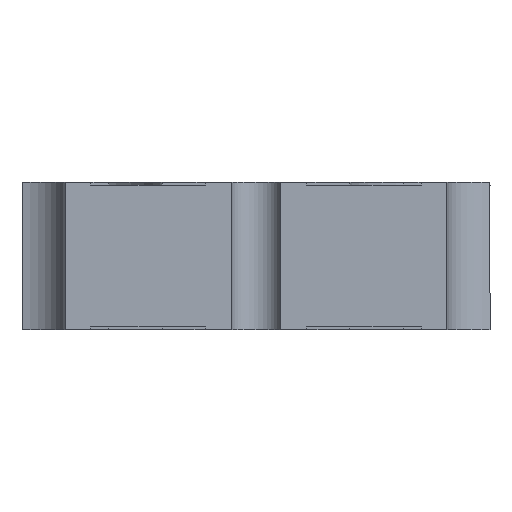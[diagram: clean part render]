
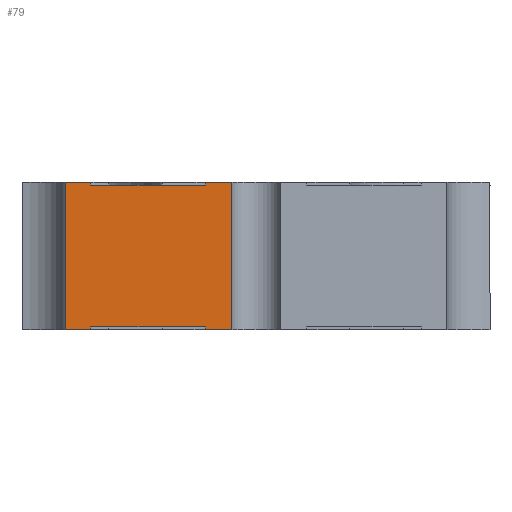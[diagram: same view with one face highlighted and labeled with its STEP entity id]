
A CAD part, left-side view. The second image highlights one B-rep face of the part: STEP entity #79.
In plain terms, the highlighted planar face has unit normal (-1, 0, 0).
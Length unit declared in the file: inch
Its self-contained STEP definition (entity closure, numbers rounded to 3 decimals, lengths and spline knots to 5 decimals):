
#79 = ADVANCED_FACE ( 'NONE', ( #8027 ), #10890, .F. ) ;
#176 = DIRECTION ( 'NONE',  ( 0., 0., 1. ) ) ;
#499 = EDGE_CURVE ( 'NONE', #1441, #6526, #10874, .T. ) ;
#556 = CARTESIAN_POINT ( 'NONE',  ( -0.28, 0.18, 0.11 ) ) ;
#594 = CARTESIAN_POINT ( 'NONE',  ( -0.28, 0.01833, 0. ) ) ;
#709 = CARTESIAN_POINT ( 'NONE',  ( -0.28, 0.038, 0.108 ) ) ;
#802 = ORIENTED_EDGE ( 'NONE', *, *, #6299, .F. ) ;
#913 = EDGE_CURVE ( 'NONE', #3400, #7620, #8249, .T. ) ;
#1208 = LINE ( 'NONE', #8692, #7571 ) ;
#1324 = VECTOR ( 'NONE', #2009, 39.37008 ) ;
#1441 = VERTEX_POINT ( 'NONE', #7477 ) ;
#1639 = EDGE_CURVE ( 'NONE', #2309, #5699, #7729, .T. ) ;
#1810 = VERTEX_POINT ( 'NONE', #7338 ) ;
#1813 = CARTESIAN_POINT ( 'NONE',  ( -0.28, 0.14283, 0. ) ) ;
#2009 = DIRECTION ( 'NONE',  ( 0., 1., 0. ) ) ;
#2103 = DIRECTION ( 'NONE',  ( 0., 0., -1. ) ) ;
#2183 = EDGE_CURVE ( 'NONE', #6526, #10542, #7380, .T. ) ;
#2189 = VECTOR ( 'NONE', #3482, 39.37008 ) ;
#2269 = CARTESIAN_POINT ( 'NONE',  ( -0.28, 0., 0.108 ) ) ;
#2309 = VERTEX_POINT ( 'NONE', #6624 ) ;
#2624 = AXIS2_PLACEMENT_3D ( 'NONE', #11645, #4281, #2103 ) ;
#2700 = LINE ( 'NONE', #4690, #1324 ) ;
#3111 = DIRECTION ( 'NONE',  ( 0., 0., -1. ) ) ;
#3141 = DIRECTION ( 'NONE',  ( 0., 0., -1. ) ) ;
#3214 = ORIENTED_EDGE ( 'NONE', *, *, #4639, .T. ) ;
#3314 = ORIENTED_EDGE ( 'NONE', *, *, #6620, .T. ) ;
#3400 = VERTEX_POINT ( 'NONE', #9714 ) ;
#3482 = DIRECTION ( 'NONE',  ( 0., 0., -1. ) ) ;
#4044 = EDGE_CURVE ( 'NONE', #1810, #7348, #1208, .T. ) ;
#4281 = DIRECTION ( 'NONE',  ( 1., 0., 0. ) ) ;
#4416 = VECTOR ( 'NONE', #176, 39.37008 ) ;
#4421 = DIRECTION ( 'NONE',  ( 0., 1., 0. ) ) ;
#4639 = EDGE_CURVE ( 'NONE', #2309, #7620, #6290, .T. ) ;
#4690 = CARTESIAN_POINT ( 'NONE',  ( -0.28, 0., 0.002 ) ) ;
#4822 = VERTEX_POINT ( 'NONE', #10146 ) ;
#4849 = ORIENTED_EDGE ( 'NONE', *, *, #5130, .T. ) ;
#4912 = VECTOR ( 'NONE', #6205, 39.37008 ) ;
#5041 = CARTESIAN_POINT ( 'NONE',  ( -0.28, 0.01833, 0.002 ) ) ;
#5130 = EDGE_CURVE ( 'NONE', #8551, #4822, #10807, .T. ) ;
#5193 = DIRECTION ( 'NONE',  ( 0., 0., 1. ) ) ;
#5282 = ORIENTED_EDGE ( 'NONE', *, *, #1639, .F. ) ;
#5385 = DIRECTION ( 'NONE',  ( 0., 1., 0. ) ) ;
#5392 = VECTOR ( 'NONE', #4421, 39.37008 ) ;
#5503 = DIRECTION ( 'NONE',  ( 0., -1., 0. ) ) ;
#5699 = VERTEX_POINT ( 'NONE', #8606 ) ;
#6205 = DIRECTION ( 'NONE',  ( 0., -1., 0. ) ) ;
#6206 = LINE ( 'NONE', #2269, #8732 ) ;
#6210 = ORIENTED_EDGE ( 'NONE', *, *, #913, .F. ) ;
#6220 = EDGE_CURVE ( 'NONE', #4822, #5699, #10994, .T. ) ;
#6290 = LINE ( 'NONE', #556, #5392 ) ;
#6293 = CARTESIAN_POINT ( 'NONE',  ( -0.28, 0.14283, 0.002 ) ) ;
#6299 = EDGE_CURVE ( 'NONE', #8551, #1810, #2700, .T. ) ;
#6491 = ORIENTED_EDGE ( 'NONE', *, *, #4044, .F. ) ;
#6492 = ORIENTED_EDGE ( 'NONE', *, *, #6220, .T. ) ;
#6498 = LINE ( 'NONE', #10126, #7113 ) ;
#6526 = VERTEX_POINT ( 'NONE', #7945 ) ;
#6620 = EDGE_CURVE ( 'NONE', #12172, #7348, #6498, .T. ) ;
#6624 = CARTESIAN_POINT ( 'NONE',  ( -0.28, 0.01833, 0.11 ) ) ;
#6796 = VECTOR ( 'NONE', #3111, 39.37008 ) ;
#7113 = VECTOR ( 'NONE', #5503, 39.37008 ) ;
#7155 = ORIENTED_EDGE ( 'NONE', *, *, #8375, .T. ) ;
#7338 = CARTESIAN_POINT ( 'NONE',  ( -0.28, 0.1235, 0.002 ) ) ;
#7348 = VERTEX_POINT ( 'NONE', #10391 ) ;
#7380 = LINE ( 'NONE', #9189, #8158 ) ;
#7477 = CARTESIAN_POINT ( 'NONE',  ( -0.28, 0.1235, 0.108 ) ) ;
#7571 = VECTOR ( 'NONE', #3141, 39.37008 ) ;
#7620 = VERTEX_POINT ( 'NONE', #10430 ) ;
#7729 = LINE ( 'NONE', #5041, #6796 ) ;
#7765 = DIRECTION ( 'NONE',  ( 0., 0., -1. ) ) ;
#7786 = VECTOR ( 'NONE', #7765, 39.37008 ) ;
#7845 = ORIENTED_EDGE ( 'NONE', *, *, #2183, .T. ) ;
#7945 = CARTESIAN_POINT ( 'NONE',  ( -0.28, 0.1235, 0.11 ) ) ;
#8006 = CARTESIAN_POINT ( 'NONE',  ( -0.28, 0.038, 0.002 ) ) ;
#8027 = FACE_OUTER_BOUND ( 'NONE', #11628, .T. ) ;
#8158 = VECTOR ( 'NONE', #5385, 39.37008 ) ;
#8249 = LINE ( 'NONE', #709, #8876 ) ;
#8375 = EDGE_CURVE ( 'NONE', #10542, #12172, #9162, .T. ) ;
#8551 = VERTEX_POINT ( 'NONE', #10070 ) ;
#8606 = CARTESIAN_POINT ( 'NONE',  ( -0.28, 0.01833, 0. ) ) ;
#8692 = CARTESIAN_POINT ( 'NONE',  ( -0.28, 0.1235, 0.002 ) ) ;
#8732 = VECTOR ( 'NONE', #10009, 39.37008 ) ;
#8876 = VECTOR ( 'NONE', #5193, 39.37008 ) ;
#9039 = ORIENTED_EDGE ( 'NONE', *, *, #499, .T. ) ;
#9162 = LINE ( 'NONE', #6293, #2189 ) ;
#9189 = CARTESIAN_POINT ( 'NONE',  ( -0.28, 0.18, 0.11 ) ) ;
#9714 = CARTESIAN_POINT ( 'NONE',  ( -0.28, 0.038, 0.108 ) ) ;
#10009 = DIRECTION ( 'NONE',  ( 0., 1., 0. ) ) ;
#10070 = CARTESIAN_POINT ( 'NONE',  ( -0.28, 0.038, 0.002 ) ) ;
#10126 = CARTESIAN_POINT ( 'NONE',  ( -0.28, 0.01833, 0. ) ) ;
#10146 = CARTESIAN_POINT ( 'NONE',  ( -0.28, 0.038, 0. ) ) ;
#10391 = CARTESIAN_POINT ( 'NONE',  ( -0.28, 0.1235, 0. ) ) ;
#10430 = CARTESIAN_POINT ( 'NONE',  ( -0.28, 0.038, 0.11 ) ) ;
#10487 = ORIENTED_EDGE ( 'NONE', *, *, #10545, .T. ) ;
#10542 = VERTEX_POINT ( 'NONE', #10810 ) ;
#10545 = EDGE_CURVE ( 'NONE', #3400, #1441, #6206, .T. ) ;
#10807 = LINE ( 'NONE', #8006, #7786 ) ;
#10810 = CARTESIAN_POINT ( 'NONE',  ( -0.28, 0.14283, 0.11 ) ) ;
#10816 = CARTESIAN_POINT ( 'NONE',  ( -0.28, 0.1235, 0.108 ) ) ;
#10874 = LINE ( 'NONE', #10816, #4416 ) ;
#10890 = PLANE ( 'NONE',  #2624 ) ;
#10994 = LINE ( 'NONE', #594, #4912 ) ;
#11628 = EDGE_LOOP ( 'NONE', ( #4849, #6492, #5282, #3214, #6210, #10487, #9039, #7845, #7155, #3314, #6491, #802 ) ) ;
#11645 = CARTESIAN_POINT ( 'NONE',  ( -0.28, 0.01833, 0.002 ) ) ;
#12172 = VERTEX_POINT ( 'NONE', #1813 ) ;
